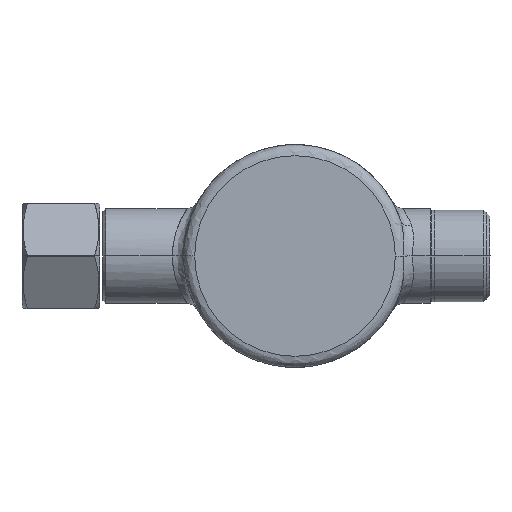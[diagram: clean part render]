
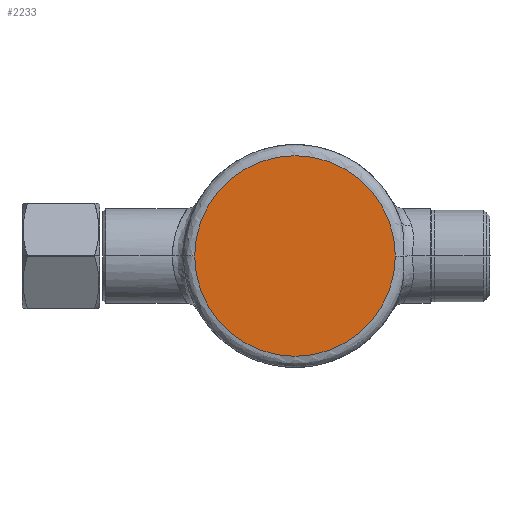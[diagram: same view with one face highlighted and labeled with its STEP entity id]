
A CAD part, left-side view. The second image highlights one B-rep face of the part: STEP entity #2233.
In plain terms, the highlighted planar face has unit normal (-1, 0, 0).
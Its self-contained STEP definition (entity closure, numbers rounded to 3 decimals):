
#1067=AXIS2_PLACEMENT_3D('Circle Axis2P3D',#1065,#1066,$) ;
#1604=AXIS2_PLACEMENT_3D('Circle Axis2P3D',#1602,#1603,$) ;
#2227=AXIS2_PLACEMENT_3D('Plane Axis2P3D',#2224,#2225,#2226) ;
#1062=CARTESIAN_POINT('Vertex',(0.,18.,0.)) ;
#1065=CARTESIAN_POINT('Axis2P3D Location',(0.,0.,0.)) ;
#1069=CARTESIAN_POINT('Vertex',(0.,-18.,-0.001)) ;
#1602=CARTESIAN_POINT('Axis2P3D Location',(0.,0.,0.)) ;
#2224=CARTESIAN_POINT('Axis2P3D Location',(0.,-18.72,18.72)) ;
#1066=DIRECTION('Axis2P3D Direction',(-1.,0.,0.)) ;
#1603=DIRECTION('Axis2P3D Direction',(-1.,0.,0.)) ;
#2225=DIRECTION('Axis2P3D Direction',(-1.,0.,0.)) ;
#2226=DIRECTION('Axis2P3D XDirection',(0.,1.,0.)) ;
#2230=ORIENTED_EDGE('',*,*,#1071,.T.) ;
#2231=ORIENTED_EDGE('',*,*,#1606,.T.) ;
#2233=ADVANCED_FACE('    MSBR1',(#2232),#2228,.T.) ;
#1068=CIRCLE('generated circle',#1067,18.) ;
#1605=CIRCLE('generated circle',#1604,18.) ;
#1071=EDGE_CURVE('',#1070,#1063,#1068,.T.) ;
#1606=EDGE_CURVE('',#1063,#1070,#1605,.T.) ;
#2229=EDGE_LOOP('',(#2230,#2231)) ;
#2232=FACE_OUTER_BOUND('',#2229,.T.) ;
#2228=PLANE('',#2227) ;
#1063=VERTEX_POINT('',#1062) ;
#1070=VERTEX_POINT('',#1069) ;
